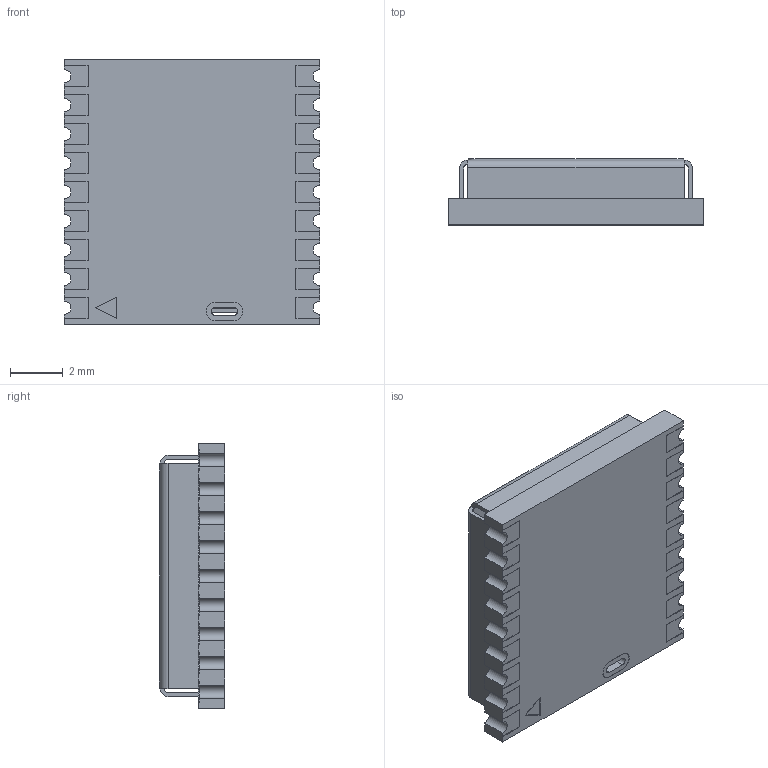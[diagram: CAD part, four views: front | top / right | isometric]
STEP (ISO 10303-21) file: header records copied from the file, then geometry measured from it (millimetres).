
FILE_DESCRIPTION (( 'STEP AP214' ), '1' );
FILE_NAME ('L76L-M33.STEP', '2025-04-29T15:44:10', ( '' ), ( '' ), 'SwSTEP 2.0', 'SolidWorks 2021', '' );
FILE_SCHEMA (( 'AUTOMOTIVE_DESIGN' ));
Length unit declared in the file: millimetre
Products named in the file (1): L76L-M33
Bounding box: 9.7 x 2.49 x 10.1 mm (x, y, z)
Volume: 116.7 mm3; surface area: 633.1 mm2
Topology: 42 solids, 42 shells, 698 faces, 1817 edges, 1206 vertices
Faces by surface type: plane 578, cylinder 66, bspline 54
Entity records: 30783 total; most frequent: CARTESIAN_POINT 5752, ORIENTED_EDGE 3634, DIRECTION 3131, EDGE_CURVE 1817, LINE 1577, VECTOR 1577, VERTEX_POINT 1206, EDGE_LOOP 785
